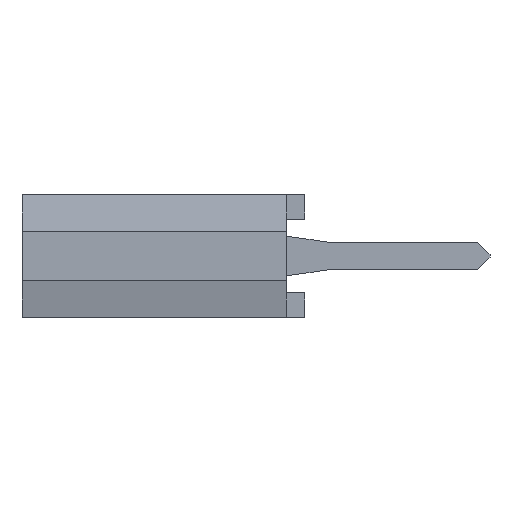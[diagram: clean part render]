
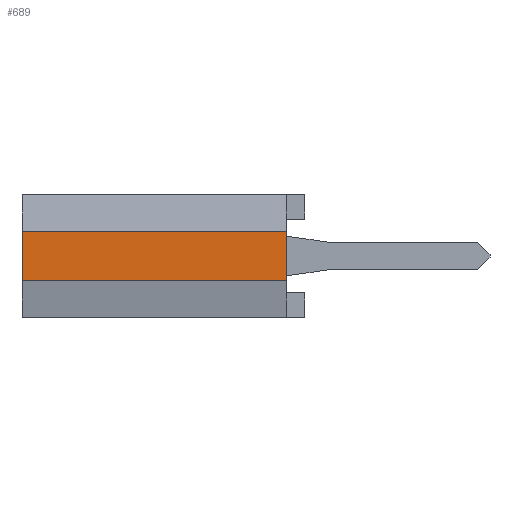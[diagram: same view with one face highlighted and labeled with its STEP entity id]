
A CAD part, left-side view. The second image highlights one B-rep face of the part: STEP entity #689.
In plain terms, the highlighted planar face has unit normal (-1, 0, 0).
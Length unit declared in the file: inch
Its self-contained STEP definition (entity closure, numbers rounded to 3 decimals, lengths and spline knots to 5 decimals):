
#689 = ADVANCED_FACE( '', ( #1944 ), #1945, .F. );
#1944 = FACE_OUTER_BOUND( '', #3787, .T. );
#1945 = PLANE( '', #3788 );
#3787 = EDGE_LOOP( '', ( #5739, #5740, #5741, #5742 ) );
#3788 = AXIS2_PLACEMENT_3D( '', #5743, #5744, #5745 );
#5739 = ORIENTED_EDGE( '', *, *, #11653, .F. );
#5740 = ORIENTED_EDGE( '', *, *, #11654, .F. );
#5741 = ORIENTED_EDGE( '', *, *, #11655, .F. );
#5742 = ORIENTED_EDGE( '', *, *, #11656, .T. );
#5743 = CARTESIAN_POINT( '', ( -0.35, 0.23, -0.02 ) );
#5744 = DIRECTION( '', ( 1., 0., 0. ) );
#5745 = DIRECTION( '', ( 0., 0., -1. ) );
#11653 = EDGE_CURVE( '', #14127, #14128, #14129, .T. );
#11654 = EDGE_CURVE( '', #14130, #14127, #14131, .T. );
#11655 = EDGE_CURVE( '', #14132, #14130, #14133, .T. );
#11656 = EDGE_CURVE( '', #14132, #14128, #14134, .T. );
#14127 = VERTEX_POINT( '', #17755 );
#14128 = VERTEX_POINT( '', #17756 );
#14129 = LINE( '', #17757, #17758 );
#14130 = VERTEX_POINT( '', #17759 );
#14131 = LINE( '', #17760, #17761 );
#14132 = VERTEX_POINT( '', #17762 );
#14133 = LINE( '', #17763, #17764 );
#14134 = LINE( '', #17765, #17766 );
#17755 = CARTESIAN_POINT( '', ( -0.35, 0.015, 0.02 ) );
#17756 = CARTESIAN_POINT( '', ( -0.35, 0.015, -0.02 ) );
#17757 = CARTESIAN_POINT( '', ( -0.35, 0.015, 0.05 ) );
#17758 = VECTOR( '', #22670, 39.37008 );
#17759 = CARTESIAN_POINT( '', ( -0.35, 0.23, 0.02 ) );
#17760 = CARTESIAN_POINT( '', ( -0.35, 0.23, 0.02 ) );
#17761 = VECTOR( '', #22671, 39.37008 );
#17762 = CARTESIAN_POINT( '', ( -0.35, 0.23, -0.02 ) );
#17763 = CARTESIAN_POINT( '', ( -0.35, 0.23, -0.02 ) );
#17764 = VECTOR( '', #22672, 39.37008 );
#17765 = CARTESIAN_POINT( '', ( -0.35, 0.23, -0.02 ) );
#17766 = VECTOR( '', #22673, 39.37008 );
#22670 = DIRECTION( '', ( 0., 0., -1. ) );
#22671 = DIRECTION( '', ( 0., -1., 0. ) );
#22672 = DIRECTION( '', ( 0., 0., 1. ) );
#22673 = DIRECTION( '', ( 0., -1., 0. ) );
